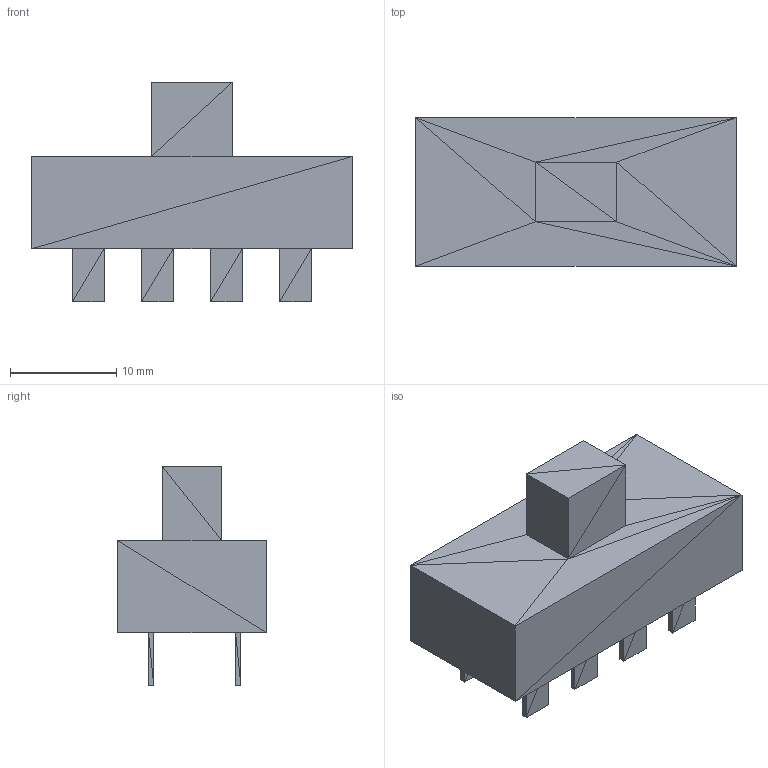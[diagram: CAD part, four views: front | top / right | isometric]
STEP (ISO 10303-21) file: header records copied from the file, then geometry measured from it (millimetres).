
FILE_DESCRIPTION(('FreeCAD Model'),'2;1');
FILE_NAME('dp3t-tayda.step', '2020-05-09T00:19:06',('Author'),(''), 'Open CASCADE STEP processor 7.3','FreeCAD','Unknown');
FILE_SCHEMA(('AUTOMOTIVE_DESIGN { 1 0 10303 214 1 1 1 1 }'));
Length unit declared in the file: millimetre
Products named in the file (1): SS_23_832C001
Bounding box: 30.2 x 14 x 20.7 mm (x, y, z)
Surface area: 2080.9 mm2 (no closed solid volume)
Topology: 0 solids, 1 shells, 156 faces, 234 edges, 80 vertices
Faces by surface type: plane 156
Entity records: 5883 total; most frequent: CARTESIAN_POINT 1173, DIRECTION 782, ORIENTED_EDGE 468, LINE 468, VECTOR 468, PCURVE 468, DEFINITIONAL_REPRESENTATION 468, EDGE_CURVE 234
